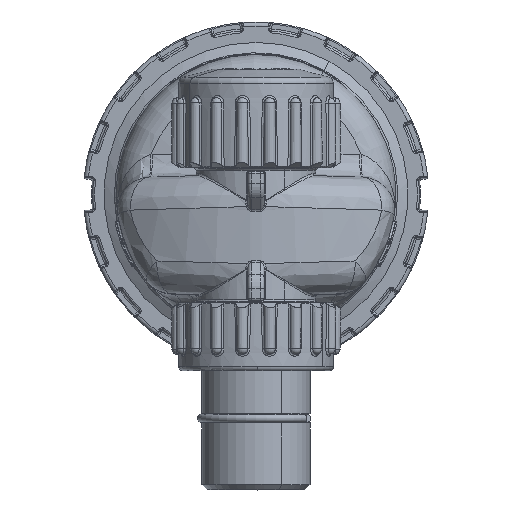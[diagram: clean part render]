
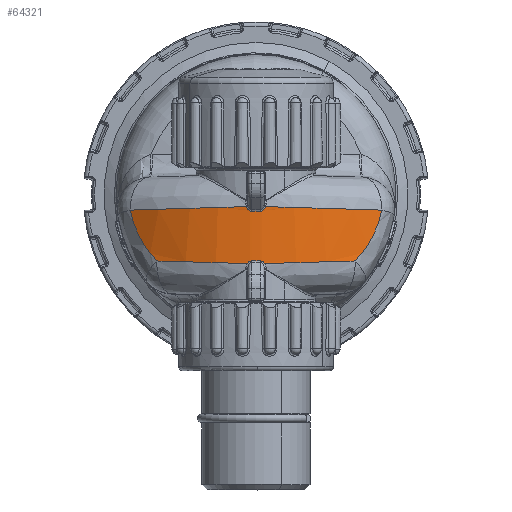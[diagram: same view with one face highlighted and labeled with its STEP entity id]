
A CAD part, top view. The second image highlights one B-rep face of the part: STEP entity #64321.
In plain terms, the highlighted cylindrical face has radius 50 mm (diameter 100 mm), a partial arc.
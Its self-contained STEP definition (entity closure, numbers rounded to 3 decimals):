
#61526=CARTESIAN_POINT('Vertex',(-24.126,-16.287,-35.746)) ;
#61530=CARTESIAN_POINT('Control Point',(-30.602,-3.903,-39.999)) ;
#61531=CARTESIAN_POINT('Control Point',(-30.548,-4.199,-39.957)) ;
#61532=CARTESIAN_POINT('Control Point',(-30.489,-4.495,-39.912)) ;
#61533=CARTESIAN_POINT('Control Point',(-30.426,-4.789,-39.863)) ;
#61534=CARTESIAN_POINT('Control Point',(-29.96,-6.78,-39.507)) ;
#61535=CARTESIAN_POINT('Control Point',(-29.271,-8.707,-38.993)) ;
#61536=CARTESIAN_POINT('Control Point',(-28.533,-10.283,-38.462)) ;
#61537=CARTESIAN_POINT('Control Point',(-27.26,-12.472,-37.6)) ;
#61538=CARTESIAN_POINT('Control Point',(-25.724,-14.489,-36.659)) ;
#61539=CARTESIAN_POINT('Control Point',(-25.215,-15.107,-36.357)) ;
#61540=CARTESIAN_POINT('Control Point',(-24.682,-15.706,-36.052)) ;
#61541=CARTESIAN_POINT('Control Point',(-24.126,-16.287,-35.746)) ;
#61542=CARTESIAN_POINT('Vertex',(-30.602,-3.903,-39.999)) ;
#62861=CARTESIAN_POINT('Vertex',(24.127,-16.287,-35.746)) ;
#62870=CARTESIAN_POINT('Vertex',(30.602,-3.903,-39.999)) ;
#62874=CARTESIAN_POINT('Control Point',(30.602,-3.903,-39.999)) ;
#62875=CARTESIAN_POINT('Control Point',(30.387,-5.093,-39.832)) ;
#62876=CARTESIAN_POINT('Control Point',(30.091,-6.266,-39.605)) ;
#62877=CARTESIAN_POINT('Control Point',(29.717,-7.414,-39.325)) ;
#62878=CARTESIAN_POINT('Control Point',(28.667,-10.048,-38.557)) ;
#62879=CARTESIAN_POINT('Control Point',(27.239,-12.495,-37.592)) ;
#62880=CARTESIAN_POINT('Control Point',(26.303,-13.834,-36.993)) ;
#62881=CARTESIAN_POINT('Control Point',(25.263,-15.099,-36.372)) ;
#62882=CARTESIAN_POINT('Control Point',(24.127,-16.287,-35.746)) ;
#64214=CARTESIAN_POINT('Axis2P3D Location',(0.,-10.,-79.54)) ;
#64220=CARTESIAN_POINT('Control Point',(24.126,-16.287,-35.746)) ;
#64221=CARTESIAN_POINT('Control Point',(19.069,-16.436,-32.96)) ;
#64222=CARTESIAN_POINT('Control Point',(13.583,-16.597,-30.953)) ;
#64223=CARTESIAN_POINT('Control Point',(7.851,-16.765,-29.824)) ;
#64224=CARTESIAN_POINT('Control Point',(2.083,-16.934,-29.584)) ;
#64225=CARTESIAN_POINT('Vertex',(2.083,-16.934,-29.584)) ;
#64229=CARTESIAN_POINT('Control Point',(30.602,-3.903,-39.999)) ;
#64230=CARTESIAN_POINT('Control Point',(24.55,-3.725,-35.315)) ;
#64231=CARTESIAN_POINT('Control Point',(17.54,-3.519,-31.866)) ;
#64232=CARTESIAN_POINT('Control Point',(9.967,-3.297,-29.95)) ;
#64233=CARTESIAN_POINT('Control Point',(2.324,-3.073,-29.594)) ;
#64234=CARTESIAN_POINT('Vertex',(2.324,-3.073,-29.594)) ;
#64238=CARTESIAN_POINT('Control Point',(2.324,-3.073,-29.594)) ;
#64239=CARTESIAN_POINT('Control Point',(2.205,-3.415,-29.589)) ;
#64240=CARTESIAN_POINT('Control Point',(2.019,-3.732,-29.581)) ;
#64241=CARTESIAN_POINT('Control Point',(1.777,-4.042,-29.57)) ;
#64242=CARTESIAN_POINT('Control Point',(1.38,-4.225,-29.558)) ;
#64243=CARTESIAN_POINT('Control Point',(0.99,-4.217,-29.55)) ;
#64244=CARTESIAN_POINT('Vertex',(0.99,-4.217,-29.55)) ;
#64248=CARTESIAN_POINT('Control Point',(0.99,-4.217,-29.55)) ;
#64249=CARTESIAN_POINT('Control Point',(0.33,-4.204,-29.537)) ;
#64250=CARTESIAN_POINT('Control Point',(-0.33,-4.204,-29.537)) ;
#64251=CARTESIAN_POINT('Control Point',(-0.99,-4.217,-29.55)) ;
#64252=CARTESIAN_POINT('Vertex',(-0.99,-4.217,-29.55)) ;
#64256=CARTESIAN_POINT('Control Point',(-0.99,-4.217,-29.55)) ;
#64257=CARTESIAN_POINT('Control Point',(-1.38,-4.225,-29.558)) ;
#64258=CARTESIAN_POINT('Control Point',(-1.777,-4.042,-29.57)) ;
#64259=CARTESIAN_POINT('Control Point',(-2.019,-3.732,-29.581)) ;
#64260=CARTESIAN_POINT('Control Point',(-2.205,-3.415,-29.589)) ;
#64261=CARTESIAN_POINT('Control Point',(-2.324,-3.073,-29.594)) ;
#64262=CARTESIAN_POINT('Vertex',(-2.324,-3.073,-29.594)) ;
#64266=CARTESIAN_POINT('Control Point',(-30.602,-3.903,-39.999)) ;
#64267=CARTESIAN_POINT('Control Point',(-24.55,-3.725,-35.315)) ;
#64268=CARTESIAN_POINT('Control Point',(-17.54,-3.519,-31.866)) ;
#64269=CARTESIAN_POINT('Control Point',(-9.967,-3.297,-29.95)) ;
#64270=CARTESIAN_POINT('Control Point',(-2.324,-3.073,-29.594)) ;
#64273=CARTESIAN_POINT('Control Point',(-24.126,-16.287,-35.746)) ;
#64274=CARTESIAN_POINT('Control Point',(-19.069,-16.436,-32.96)) ;
#64275=CARTESIAN_POINT('Control Point',(-13.583,-16.597,-30.953)) ;
#64276=CARTESIAN_POINT('Control Point',(-7.851,-16.765,-29.824)) ;
#64277=CARTESIAN_POINT('Control Point',(-2.083,-16.934,-29.584)) ;
#64278=CARTESIAN_POINT('Vertex',(-2.083,-16.934,-29.584)) ;
#64282=CARTESIAN_POINT('Control Point',(-0.99,-16.283,-29.55)) ;
#64283=CARTESIAN_POINT('Control Point',(-1.262,-16.278,-29.555)) ;
#64284=CARTESIAN_POINT('Control Point',(-1.539,-16.361,-29.563)) ;
#64285=CARTESIAN_POINT('Control Point',(-1.762,-16.528,-29.571)) ;
#64286=CARTESIAN_POINT('Control Point',(-1.941,-16.72,-29.578)) ;
#64287=CARTESIAN_POINT('Control Point',(-2.083,-16.934,-29.584)) ;
#64288=CARTESIAN_POINT('Vertex',(-0.99,-16.283,-29.55)) ;
#64292=CARTESIAN_POINT('Control Point',(-0.99,-16.283,-29.55)) ;
#64293=CARTESIAN_POINT('Control Point',(-0.33,-16.296,-29.537)) ;
#64294=CARTESIAN_POINT('Control Point',(0.33,-16.296,-29.537)) ;
#64295=CARTESIAN_POINT('Control Point',(0.99,-16.283,-29.55)) ;
#64296=CARTESIAN_POINT('Vertex',(0.99,-16.283,-29.55)) ;
#64300=CARTESIAN_POINT('Control Point',(2.083,-16.934,-29.584)) ;
#64301=CARTESIAN_POINT('Control Point',(1.941,-16.72,-29.578)) ;
#64302=CARTESIAN_POINT('Control Point',(1.762,-16.528,-29.571)) ;
#64303=CARTESIAN_POINT('Control Point',(1.539,-16.361,-29.563)) ;
#64304=CARTESIAN_POINT('Control Point',(1.262,-16.278,-29.555)) ;
#64305=CARTESIAN_POINT('Control Point',(0.99,-16.283,-29.55)) ;
#64215=DIRECTION('Axis2P3D Direction',(0.,1.,0.)) ;
#64216=DIRECTION('Axis2P3D XDirection',(-0.7,0.,0.714)) ;
#64217=AXIS2_PLACEMENT_3D('Cylinder Axis2P3D',#64214,#64215,#64216) ;
#64308=ORIENTED_EDGE('',*,*,#64227,.T.) ;
#64309=ORIENTED_EDGE('',*,*,#62883,.T.) ;
#64310=ORIENTED_EDGE('',*,*,#64236,.T.) ;
#64311=ORIENTED_EDGE('',*,*,#64246,.F.) ;
#64312=ORIENTED_EDGE('',*,*,#64254,.F.) ;
#64313=ORIENTED_EDGE('',*,*,#64264,.F.) ;
#64314=ORIENTED_EDGE('',*,*,#64271,.T.) ;
#64315=ORIENTED_EDGE('',*,*,#61544,.F.) ;
#64316=ORIENTED_EDGE('',*,*,#64280,.T.) ;
#64317=ORIENTED_EDGE('',*,*,#64290,.T.) ;
#64318=ORIENTED_EDGE('',*,*,#64298,.T.) ;
#64319=ORIENTED_EDGE('',*,*,#64306,.T.) ;
#64321=ADVANCED_FACE('PartBody',(#64320),#64218,.T.) ;
#61529=B_SPLINE_CURVE_WITH_KNOTS('',5,(#61530,#61531,#61532,#61533,#61534,#61535,#61536,#61537,#61538,#61539,#61540,#61541),.UNSPECIFIED.,.F.,.U.,(6,3,3,6),(25.514,28.003,42.422,49.049),.UNSPECIFIED.) ;
#62873=B_SPLINE_CURVE_WITH_KNOTS('',5,(#62874,#62875,#62876,#62877,#62878,#62879,#62880,#62881,#62882),.UNSPECIFIED.,.F.,.U.,(6,3,6),(6.467,16.456,30.002),.UNSPECIFIED.) ;
#64219=B_SPLINE_CURVE_WITH_KNOTS('',4,(#64220,#64221,#64222,#64223,#64224),.UNSPECIFIED.,.F.,.U.,(5,5),(27.339,57.513),.UNSPECIFIED.) ;
#64228=B_SPLINE_CURVE_WITH_KNOTS('',4,(#64229,#64230,#64231,#64232,#64233),.UNSPECIFIED.,.F.,.U.,(5,5),(42.127,82.117),.UNSPECIFIED.) ;
#64237=B_SPLINE_CURVE_WITH_KNOTS('',5,(#64238,#64239,#64240,#64241,#64242,#64243),.UNSPECIFIED.,.F.,.U.,(6,6),(3.904,6.255),.UNSPECIFIED.) ;
#64247=B_SPLINE_CURVE_WITH_KNOTS('',3,(#64248,#64249,#64250,#64251),.UNSPECIFIED.,.F.,.U.,(4,4),(60.93,63.745),.UNSPECIFIED.) ;
#64255=B_SPLINE_CURVE_WITH_KNOTS('',5,(#64256,#64257,#64258,#64259,#64260,#64261),.UNSPECIFIED.,.F.,.U.,(6,6),(5.704,8.055),.UNSPECIFIED.) ;
#64265=B_SPLINE_CURVE_WITH_KNOTS('',4,(#64266,#64267,#64268,#64269,#64270),.UNSPECIFIED.,.F.,.U.,(5,5),(40.944,80.934),.UNSPECIFIED.) ;
#64272=B_SPLINE_CURVE_WITH_KNOTS('',4,(#64273,#64274,#64275,#64276,#64277),.UNSPECIFIED.,.F.,.U.,(5,5),(27.339,57.513),.UNSPECIFIED.) ;
#64281=B_SPLINE_CURVE_WITH_KNOTS('',5,(#64282,#64283,#64284,#64285,#64286,#64287),.UNSPECIFIED.,.F.,.U.,(6,6),(5.408,7.05),.UNSPECIFIED.) ;
#64291=B_SPLINE_CURVE_WITH_KNOTS('',3,(#64292,#64293,#64294,#64295),.UNSPECIFIED.,.F.,.U.,(4,4),(62.084,64.9),.UNSPECIFIED.) ;
#64299=B_SPLINE_CURVE_WITH_KNOTS('',5,(#64300,#64301,#64302,#64303,#64304,#64305),.UNSPECIFIED.,.F.,.U.,(6,6),(3.799,5.441),.UNSPECIFIED.) ;
#64218=CYLINDRICAL_SURFACE('generated cylinder',#64217,50.) ;
#61544=EDGE_CURVE('',#61527,#61543,#61529,.F.) ;
#62883=EDGE_CURVE('',#62862,#62871,#62873,.F.) ;
#64227=EDGE_CURVE('',#64226,#62862,#64219,.F.) ;
#64236=EDGE_CURVE('',#62871,#64235,#64228,.T.) ;
#64246=EDGE_CURVE('',#64245,#64235,#64237,.F.) ;
#64254=EDGE_CURVE('',#64253,#64245,#64247,.F.) ;
#64264=EDGE_CURVE('',#64263,#64253,#64255,.F.) ;
#64271=EDGE_CURVE('',#64263,#61543,#64265,.F.) ;
#64280=EDGE_CURVE('',#61527,#64279,#64272,.T.) ;
#64290=EDGE_CURVE('',#64279,#64289,#64281,.F.) ;
#64298=EDGE_CURVE('',#64289,#64297,#64291,.T.) ;
#64306=EDGE_CURVE('',#64297,#64226,#64299,.F.) ;
#64307=EDGE_LOOP('',(#64308,#64309,#64310,#64311,#64312,#64313,#64314,#64315,#64316,#64317,#64318,#64319)) ;
#64320=FACE_OUTER_BOUND('',#64307,.T.) ;
#61527=VERTEX_POINT('',#61526) ;
#61543=VERTEX_POINT('',#61542) ;
#62862=VERTEX_POINT('',#62861) ;
#62871=VERTEX_POINT('',#62870) ;
#64226=VERTEX_POINT('',#64225) ;
#64235=VERTEX_POINT('',#64234) ;
#64245=VERTEX_POINT('',#64244) ;
#64253=VERTEX_POINT('',#64252) ;
#64263=VERTEX_POINT('',#64262) ;
#64279=VERTEX_POINT('',#64278) ;
#64289=VERTEX_POINT('',#64288) ;
#64297=VERTEX_POINT('',#64296) ;
